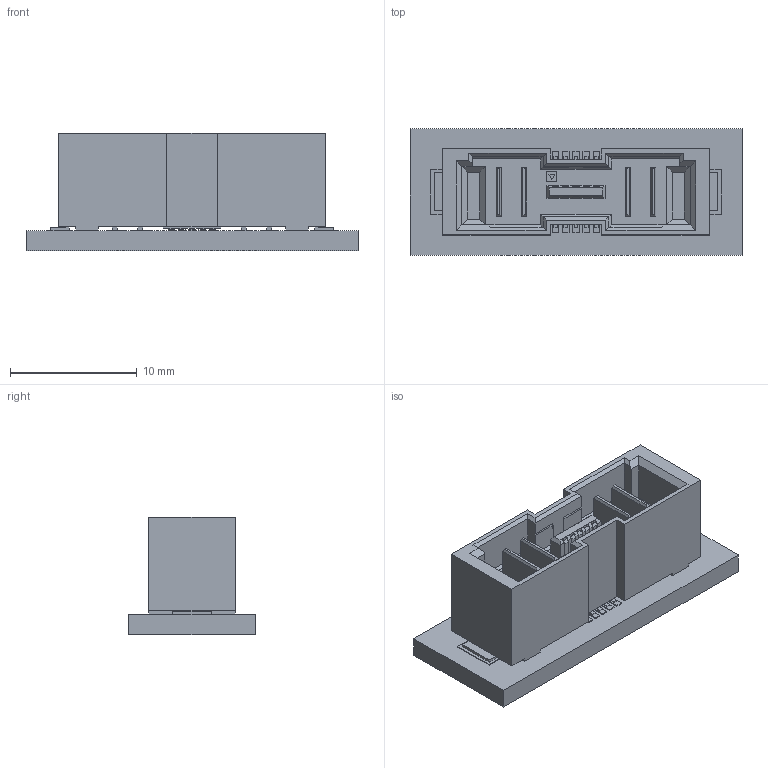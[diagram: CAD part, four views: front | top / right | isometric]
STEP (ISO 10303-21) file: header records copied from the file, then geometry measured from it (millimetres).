
FILE_DESCRIPTION((''),'2;1');
FILE_NAME('10159558-410421RLF_ASM','2021-04-23T',('LeiLQ'),('AFCI'),'CREO PARAMETRIC BY PTC INC, 2018360','CREO PARAMETRIC BY PTC INC, 2018360','');
FILE_SCHEMA(('AUTOMOTIVE_DESIGN { 1 0 10303 214 1 1 1 1 }'));
Length unit declared in the file: millimetre
Products named in the file (3): BERGSTAK_HYBRID_P4_4P10S_7; 10159558_PCB_4P10S_2; 10159558-410421RLF_ASM
Assembly tree (2 placements, depth 2):
  10159558-410421RLF_ASM
    BERGSTAK_HYBRID_P4_4P10S_7
    10159558_PCB_4P10S_2
Bounding box: 26.2 x 10 x 9.3 mm (x, y, z)
Volume: 1150.8 mm3; surface area: 1716.3 mm2
Topology: 2 solids, 2 shells, 494 faces, 1305 edges, 838 vertices
Faces by surface type: plane 482, cylinder 8, bspline 4
Entity records: 19669 total; most frequent: CARTESIAN_POINT 2757, ORIENTED_EDGE 2610, DIRECTION 2319, PRESENTATION_STYLE_ASSIGNMENT 1323, STYLED_ITEM 1307, CURVE_STYLE 1305, EDGE_CURVE 1305, VECTOR 1281
